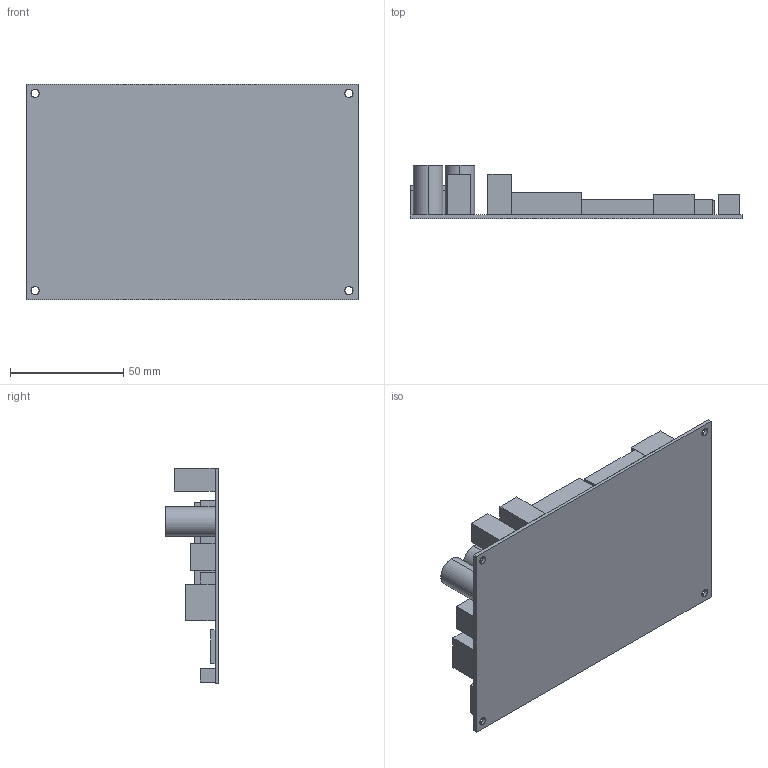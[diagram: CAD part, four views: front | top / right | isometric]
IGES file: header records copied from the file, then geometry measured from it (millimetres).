
Start section: SolidWorks IGES file using analytic representation for surfaces
Global section: file name: MKS_SBASE_dummy.IGS; native system: SolidWorks 2012; preprocessor: SolidWorks 2012; author: Administrateur; date: 160311.165506; units: millimetre
Bounding box: 146.5 x 23.6 x 95 mm (x, y, z)
Surface area: 48216.2 mm2 (no closed solid volume)
Topology: 0 solids, 0 shells, 514 faces, 3216 edges, 3216 vertices
Faces by surface type: bspline 482, revolution 32
